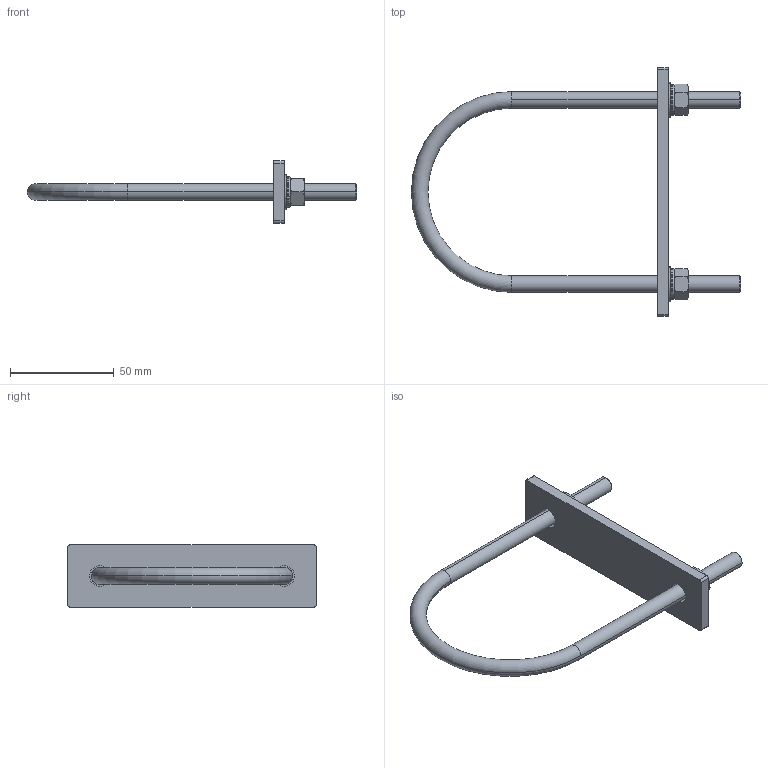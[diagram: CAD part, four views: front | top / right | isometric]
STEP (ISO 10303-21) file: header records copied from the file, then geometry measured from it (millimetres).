
FILE_DESCRIPTION (( 'STEP AP203' ), '1' );
FILE_NAME ('T30200.STEP', '2018-07-19T16:15:59', ( '' ), ( '' ), 'SwSTEP 2.0', 'SolidWorks 2016', '' );
FILE_SCHEMA (( 'CONFIG_CONTROL_DESIGN' ));
Length unit declared in the file: millimetre
Products named in the file (6): TH3232; B Washer_Bright washer BS 4320 - M8 (Form B); T30200; Hex Nut Style 1 GradeAB_Doughty Fastners_Hexagon Nut ISO - 4032 - M8 - D - S; Single Coil Rectangular Section Spring Washer_Doughty Fastners_Rectangular section spring washer BS 4464 - 8 (Type B); TH3231
Assembly tree (8 placements, depth 2):
  T30200
    TH3231
    TH3232
    B Washer_Bright washer BS 4320 - M8 (Form B)  x2
    Single Coil Rectangular Section Spring Washer_Doughty Fastners_Rectangular section spring washer BS 4464 - 8 (Type B)  x2
    Hex Nut Style 1 GradeAB_Doughty Fastners_Hexagon Nut ISO - 4032 - M8 - D - S  x2
Bounding box: 159 x 120 x 30 mm (x, y, z)
Volume: 37525 mm3; surface area: 20823.7 mm2
Topology: 8 solids, 8 shells, 182 faces, 390 edges, 224 vertices
Faces by surface type: cone 84, cylinder 52, plane 36, torus 10
Entity records: 3672 total; most frequent: CARTESIAN_POINT 657, DIRECTION 530, ORIENTED_EDGE 452, EDGE_CURVE 226, AXIS2_PLACEMENT_3D 221, VERTEX_POINT 132, EDGE_LOOP 112, CIRCLE 106
